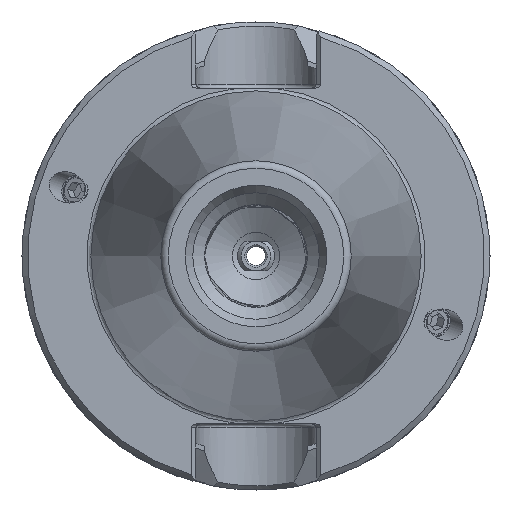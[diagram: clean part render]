
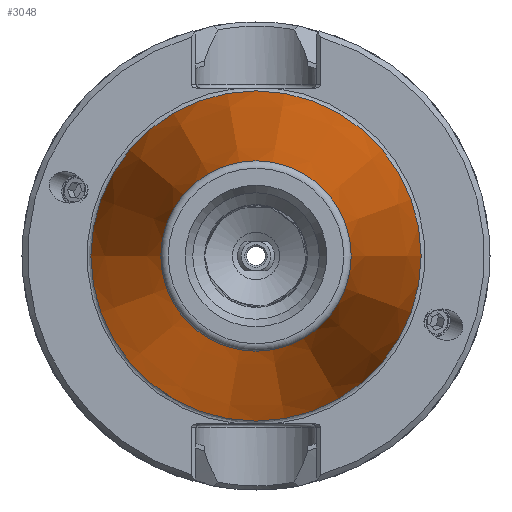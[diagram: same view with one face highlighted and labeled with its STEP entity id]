
A CAD part, left-side view. The second image highlights one B-rep face of the part: STEP entity #3048.
In plain terms, the highlighted conical face has half-angle 8.297 degrees and reference radius 17.456 mm.
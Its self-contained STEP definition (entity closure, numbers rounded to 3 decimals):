
#3005=CARTESIAN_POINT('',(-64.536,12.814,0.));
#3006=VERTEX_POINT('',#3005);
#3007=CARTESIAN_POINT('',(-64.536,0.,0.));
#3008=DIRECTION('',(-1.0,0.0,0.0));
#3009=DIRECTION('',(0.0,-1.0,0.0));
#3010=AXIS2_PLACEMENT_3D('',#3007,#3008,#3009);
#3011=CIRCLE('',#3010,12.814);
#3012=EDGE_CURVE('',#3006,#3006,#3011,.T.);
#3029=CARTESIAN_POINT('',(-32.703,0.0,0.0));
#3030=DIRECTION('',(1.0,0.0,0.0));
#3031=DIRECTION('',(0.,1.0,0.0));
#3032=AXIS2_PLACEMENT_3D('',#3029,#3030,#3031);
#3033=CONICAL_SURFACE('',#3032,17.456,8.297);
#3034=CARTESIAN_POINT('',(0.0,22.225,0.0));
#3035=VERTEX_POINT('',#3034);
#3036=CARTESIAN_POINT('',(0.0,0.0,0.0));
#3037=DIRECTION('',(1.0,0.,0.0));
#3038=DIRECTION('',(0.,1.0,0.0));
#3039=AXIS2_PLACEMENT_3D('',#3036,#3037,#3038);
#3040=CIRCLE('',#3039,22.225);
#3041=EDGE_CURVE('',#3035,#3035,#3040,.T.);
#3042=ORIENTED_EDGE('',*,*,#3041,.F.);
#3043=EDGE_LOOP('',(#3042));
#3044=FACE_OUTER_BOUND('',#3043,.T.);
#3045=ORIENTED_EDGE('',*,*,#3012,.F.);
#3046=EDGE_LOOP('',(#3045));
#3047=FACE_BOUND('',#3046,.T.);
#3048=ADVANCED_FACE('',(#3044,#3047),#3033,.T.);
